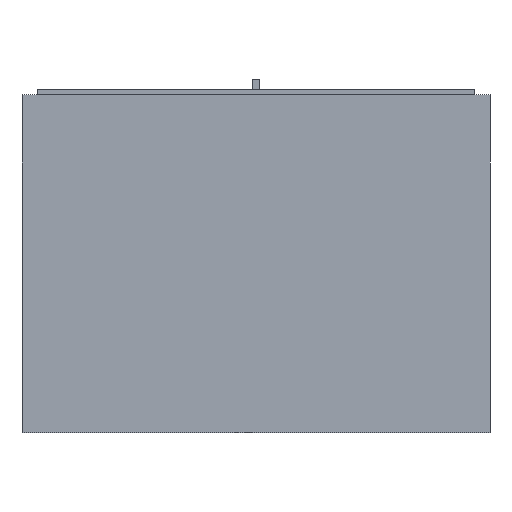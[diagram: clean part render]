
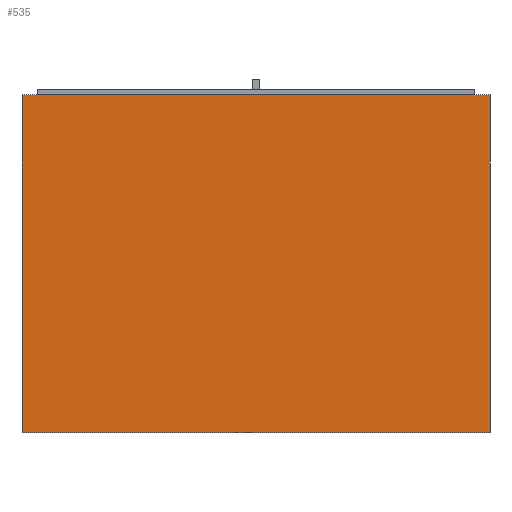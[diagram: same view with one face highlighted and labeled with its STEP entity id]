
A CAD part, left-side view. The second image highlights one B-rep face of the part: STEP entity #535.
In plain terms, the highlighted planar face has unit normal (-1, 0, 0).
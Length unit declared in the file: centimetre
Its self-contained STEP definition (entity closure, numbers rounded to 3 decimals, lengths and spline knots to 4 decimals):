
#37=FACE_OUTER_BOUND('',#69,.T.);
#69=EDGE_LOOP('',(#429,#430,#431,#432));
#130=LINE('',#824,#201);
#131=LINE('',#826,#202);
#132=LINE('',#828,#203);
#133=LINE('',#829,#204);
#201=VECTOR('',#677,1.);
#202=VECTOR('',#678,1.);
#203=VECTOR('',#679,1.);
#204=VECTOR('',#680,1.);
#256=VERTEX_POINT('',#822);
#257=VERTEX_POINT('',#823);
#258=VERTEX_POINT('',#825);
#259=VERTEX_POINT('',#827);
#319=EDGE_CURVE('',#256,#257,#130,.T.);
#320=EDGE_CURVE('',#256,#258,#131,.T.);
#321=EDGE_CURVE('',#259,#258,#132,.T.);
#322=EDGE_CURVE('',#257,#259,#133,.T.);
#429=ORIENTED_EDGE('',*,*,#319,.F.);
#430=ORIENTED_EDGE('',*,*,#320,.T.);
#431=ORIENTED_EDGE('',*,*,#321,.F.);
#432=ORIENTED_EDGE('',*,*,#322,.F.);
#504=PLANE('',#576);
#535=ADVANCED_FACE('',(#37),#504,.T.);
#576=AXIS2_PLACEMENT_3D('',#821,#675,#676);
#675=DIRECTION('center_axis',(-1.,0.,0.));
#676=DIRECTION('ref_axis',(0.,0.,1.));
#677=DIRECTION('',(0.,0.,-1.));
#678=DIRECTION('',(0.,1.,0.));
#679=DIRECTION('',(0.,0.,1.));
#680=DIRECTION('',(0.,1.,0.));
#821=CARTESIAN_POINT('Origin',(-25.,0.,-32.5));
#822=CARTESIAN_POINT('',(-25.,0.,32.5));
#823=CARTESIAN_POINT('',(-25.,0.,-32.5));
#824=CARTESIAN_POINT('',(-25.,0.,32.5));
#825=CARTESIAN_POINT('',(-25.,90.,32.5));
#826=CARTESIAN_POINT('',(-25.,0.,32.5));
#827=CARTESIAN_POINT('',(-25.,90.,-32.5));
#828=CARTESIAN_POINT('',(-25.,90.,32.5));
#829=CARTESIAN_POINT('',(-25.,0.,-32.5));
